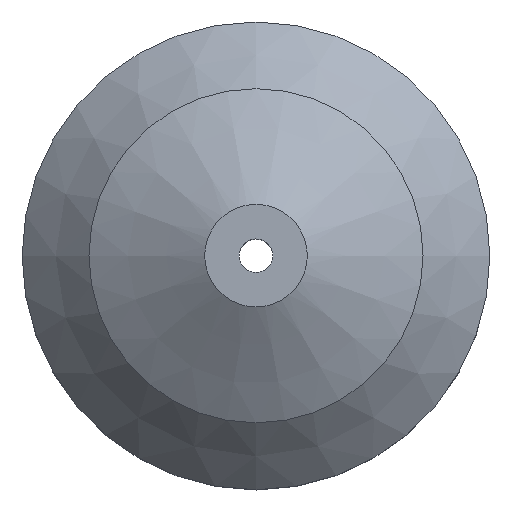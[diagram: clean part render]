
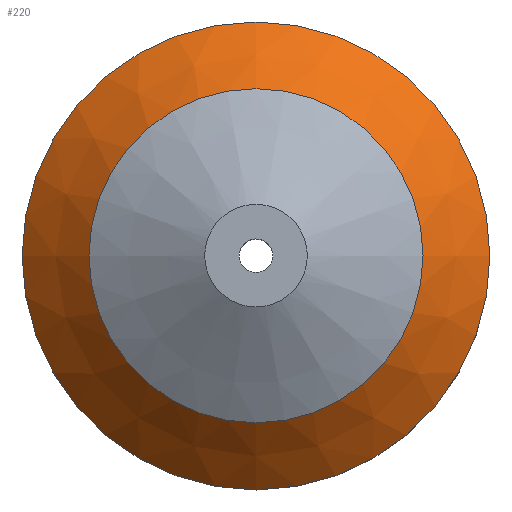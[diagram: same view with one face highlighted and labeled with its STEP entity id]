
A CAD part, top view. The second image highlights one B-rep face of the part: STEP entity #220.
In plain terms, the highlighted conical face has half-angle 45 degrees and reference radius 19.05 mm.
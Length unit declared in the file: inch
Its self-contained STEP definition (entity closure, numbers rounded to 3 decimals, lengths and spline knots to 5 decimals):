
#44=FACE_OUTER_BOUND('',#61,.T.);
#61=EDGE_LOOP('',(#184,#185,#186,#187));
#76=LINE('',#397,#87);
#87=VECTOR('',#329,0.75);
#102=CIRCLE('',#263,0.625);
#103=CIRCLE('',#264,0.875);
#118=VERTEX_POINT('',#394);
#119=VERTEX_POINT('',#396);
#141=EDGE_CURVE('',#118,#118,#102,.T.);
#142=EDGE_CURVE('',#118,#119,#76,.T.);
#143=EDGE_CURVE('',#119,#119,#103,.T.);
#184=ORIENTED_EDGE('',*,*,#141,.T.);
#185=ORIENTED_EDGE('',*,*,#142,.T.);
#186=ORIENTED_EDGE('',*,*,#143,.T.);
#187=ORIENTED_EDGE('',*,*,#142,.F.);
#208=CONICAL_SURFACE('',#262,0.75,0.785);
#220=ADVANCED_FACE('',(#44),#208,.T.);
#262=AXIS2_PLACEMENT_3D('',#393,#325,#326);
#263=AXIS2_PLACEMENT_3D('',#395,#327,#328);
#264=AXIS2_PLACEMENT_3D('',#398,#330,#331);
#325=DIRECTION('center_axis',(0.,0.,-1.));
#326=DIRECTION('ref_axis',(1.,0.,0.));
#327=DIRECTION('center_axis',(0.,0.,-1.));
#328=DIRECTION('ref_axis',(1.,0.,0.));
#329=DIRECTION('',(-0.707,0.,-0.707));
#330=DIRECTION('center_axis',(0.,0.,1.));
#331=DIRECTION('ref_axis',(1.,0.,0.));
#393=CARTESIAN_POINT('Origin',(0.,0.,0.375));
#394=CARTESIAN_POINT('',(-0.625,0.,0.5));
#395=CARTESIAN_POINT('Origin',(0.,0.,0.5));
#396=CARTESIAN_POINT('',(-0.875,0.,0.25));
#397=CARTESIAN_POINT('',(-0.75,0.,0.375));
#398=CARTESIAN_POINT('Origin',(0.,0.,0.25));
